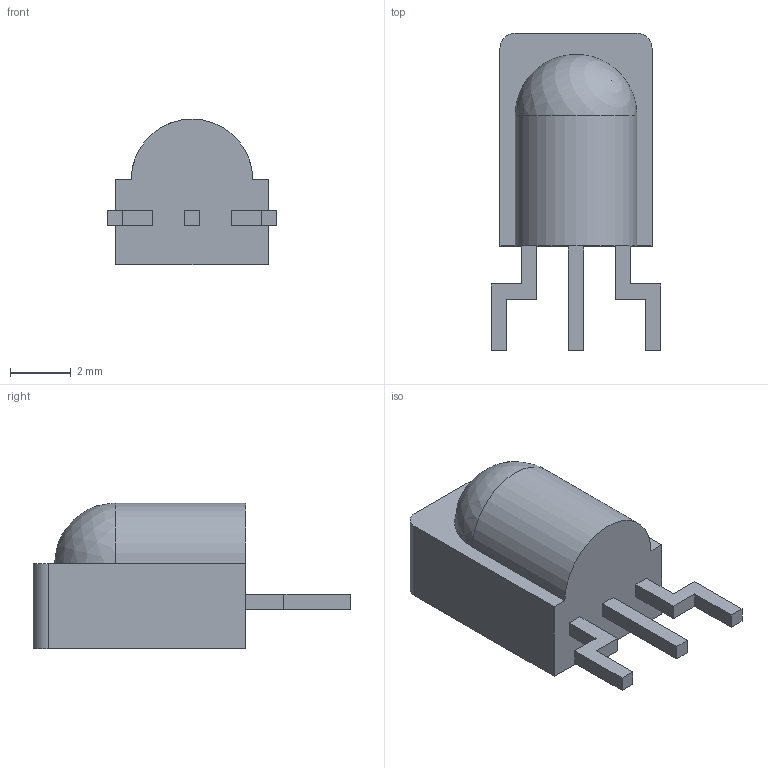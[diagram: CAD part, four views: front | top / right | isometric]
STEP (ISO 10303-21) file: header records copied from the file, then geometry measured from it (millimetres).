
FILE_DESCRIPTION(/* description */ (''),/* implementation_level */ '2;1');
FILE_NAME(/* name */ '',/* time_stamp */ '2024-10-20T13:24:33+09:00',/* author */ (''),/* organization */ (''),/* preprocessor_version */ 'ST-DEVELOPER v20',/* originating_system */ 'Autodesk Translation Framework v13.20.0.188',/* authorisation */ '');
FILE_SCHEMA (('AUTOMOTIVE_DESIGN { 1 0 10303 214 3 1 1 }'));
Length unit declared in the file: millimetre
Products named in the file (2): IR素子; Component2
Assembly tree (1 placements, depth 2):
  IR素子
    Component2
Bounding box: 5.58 x 10.45 x 4.8 mm (x, y, z)
Volume: 136.2 mm3; surface area: 182.8 mm2
Topology: 1 solids, 1 shells, 33 faces, 87 edges, 58 vertices
Faces by surface type: plane 29, cylinder 3, sphere 1
Entity records: 1110 total; most frequent: CARTESIAN_POINT 181, ORIENTED_EDGE 172, DIRECTION 169, EDGE_CURVE 86, LINE 77, VECTOR 77, VERTEX_POINT 58, AXIS2_PLACEMENT_3D 46
